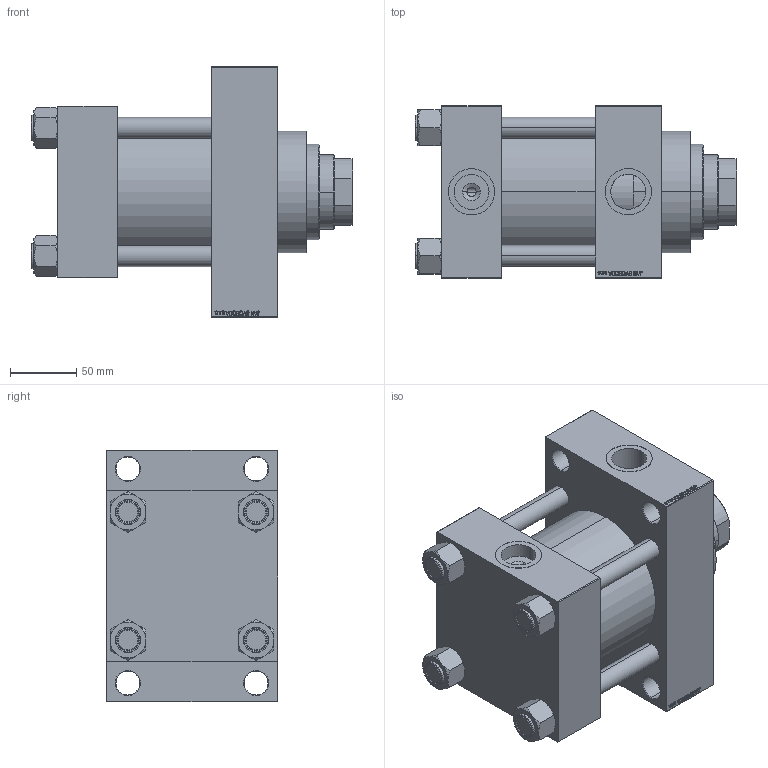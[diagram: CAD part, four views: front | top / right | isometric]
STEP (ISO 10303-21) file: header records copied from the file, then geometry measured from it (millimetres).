
FILE_DESCRIPTION (( 'STEP AP203' ), '1' );
FILE_NAME ('f51b.STEP', '2022-04-16T23:31:20', ( '' ), ( '' ), 'SwSTEP 2.0', 'SolidWorks 2019', '' );
FILE_SCHEMA (( 'CONFIG_CONTROL_DESIGN' ));
Length unit declared in the file: millimetre
Products named in the file (6): V215CD_D_TYCINKA 43031999047290b2080fe4d40ba1c380; V215CD_VCP_D 43031999047290b2080fe4d40ba1c380; f51b; V215CD_VC_A 43031999047290b2080fe4d40ba1c380; V215CD_NUT_M5_D 43031999047290b2080fe4d40ba1c380; V215CD_D_Body 43031999047290b2080fe4d40ba1c380
Assembly tree (11 placements, depth 2):
  f51b
    V215CD_D_Body 43031999047290b2080fe4d40ba1c380
    V215CD_VC_A 43031999047290b2080fe4d40ba1c380
    V215CD_VCP_D 43031999047290b2080fe4d40ba1c380
    V215CD_D_TYCINKA 43031999047290b2080fe4d40ba1c380  x4
    V215CD_NUT_M5_D 43031999047290b2080fe4d40ba1c380  x4
Bounding box: 243 x 130 x 190 mm (x, y, z)
Volume: 2627691.9 mm3; surface area: 362208.6 mm2
Topology: 11 solids, 11 shells, 1159 faces, 2927 edges, 1903 vertices
Faces by surface type: plane 547, bspline 368, cone 144, cylinder 92, torus 8
Entity records: 47973 total; most frequent: CARTESIAN_POINT 25266, ORIENTED_EDGE 5118, DIRECTION 3309, EDGE_CURVE 2559, VERTEX_POINT 1681, LINE 1533, VECTOR 1533, EDGE_LOOP 1136
